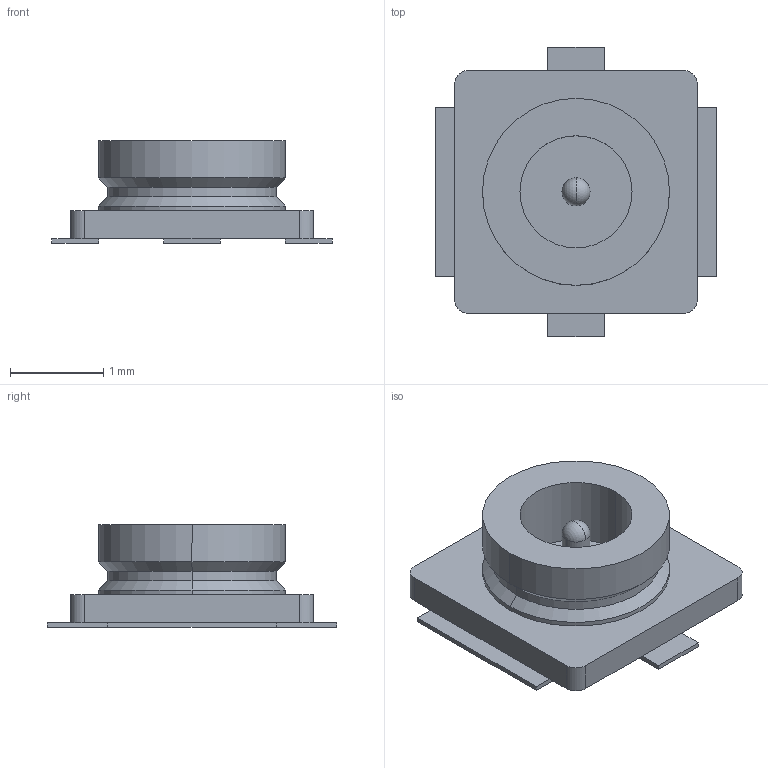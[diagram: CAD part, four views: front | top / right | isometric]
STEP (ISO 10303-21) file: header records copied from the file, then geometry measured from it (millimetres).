
FILE_DESCRIPTION (( 'STEP AP214' ), '1' );
FILE_NAME ('U_FL.STEP', '2015-11-17T17:10:23', ( '' ), ( '' ), 'SwSTEP 2.0', 'SolidWorks 2014', '' );
FILE_SCHEMA (( 'AUTOMOTIVE_DESIGN' ));
Length unit declared in the file: millimetre
Products named in the file (1): U_FL
Bounding box: 3 x 3.1 x 1.1 mm (x, y, z)
Volume: 3.6 mm3; surface area: 27.8 mm2
Topology: 1 solids, 1 shells, 58 faces, 146 edges, 91 vertices
Faces by surface type: plane 35, cylinder 17, cone 4, sphere 2
Entity records: 1740 total; most frequent: DIRECTION 300, CARTESIAN_POINT 294, ORIENTED_EDGE 288, EDGE_CURVE 144, LINE 106, VECTOR 106, AXIS2_PLACEMENT_3D 97, VERTEX_POINT 91
